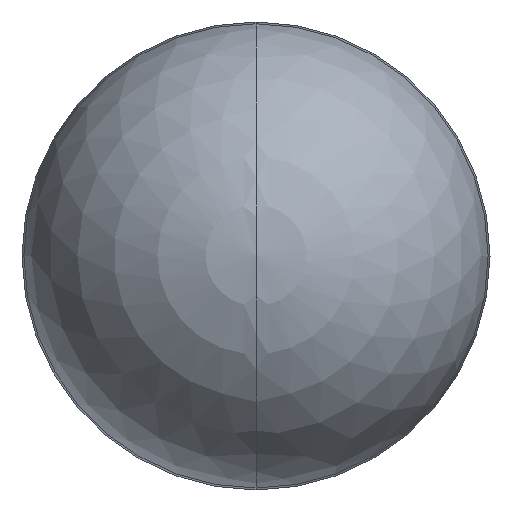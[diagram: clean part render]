
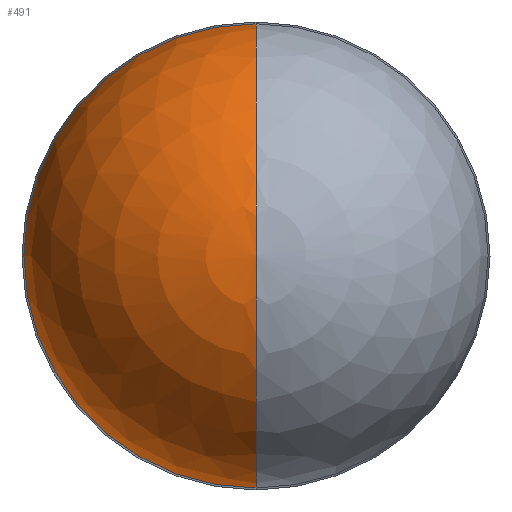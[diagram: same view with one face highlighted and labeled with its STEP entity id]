
A CAD part, top view. The second image highlights one B-rep face of the part: STEP entity #491.
In plain terms, the highlighted spherical face has radius 1.639 mm.
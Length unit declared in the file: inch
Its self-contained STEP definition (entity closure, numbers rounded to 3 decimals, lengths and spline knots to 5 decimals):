
#19=CARTESIAN_POINT('',(0.,0.,0.01275));
#20=DIRECTION('',(1.,0.,0.));
#21=DIRECTION('',(0.,0.,1.));
#22=AXIS2_PLACEMENT_3D('',#19,#20,#21);
#24=CARTESIAN_POINT('',(0.,0.,0.015));
#25=DIRECTION('',(0.,0.,-1.));
#26=DIRECTION('',(0.,-1.,0.));
#27=AXIS2_PLACEMENT_3D('',#24,#25,#26);
#29=CARTESIAN_POINT('',(0.,0.,0.01275));
#30=DIRECTION('',(-1.,0.,0.));
#31=DIRECTION('',(0.,0.,1.));
#32=AXIS2_PLACEMENT_3D('',#29,#30,#31);
#365=CARTESIAN_POINT('',(0.,0.06448,0.015));
#366=VERTEX_POINT('',#365);
#367=CARTESIAN_POINT('',(0.,-0.06448,0.015));
#368=VERTEX_POINT('',#367);
#369=CARTESIAN_POINT('',(0.,0.,0.07726));
#370=VERTEX_POINT('',#369);
#479=CARTESIAN_POINT('',(0.,0.,0.01275));
#480=DIRECTION('',(0.,0.,1.));
#481=DIRECTION('',(0.,1.,0.));
#482=AXIS2_PLACEMENT_3D('',#479,#480,#481);
#483=SPHERICAL_SURFACE('',#482,0.06452);
#485=ORIENTED_EDGE('',*,*,#484,.F.);
#487=ORIENTED_EDGE('',*,*,#486,.T.);
#488=ORIENTED_EDGE('',*,*,#472,.T.);
#489=EDGE_LOOP('',(#485,#487,#488));
#490=FACE_OUTER_BOUND('',#489,.F.);
#491=ADVANCED_FACE('',(#490),#483,.T.);
#23=CIRCLE('',#22,0.06452);
#28=CIRCLE('',#27,0.06448);
#33=CIRCLE('',#32,0.06452);
#472=EDGE_CURVE('',#368,#366,#28,.T.);
#484=EDGE_CURVE('',#370,#366,#33,.T.);
#486=EDGE_CURVE('',#370,#368,#23,.T.);
